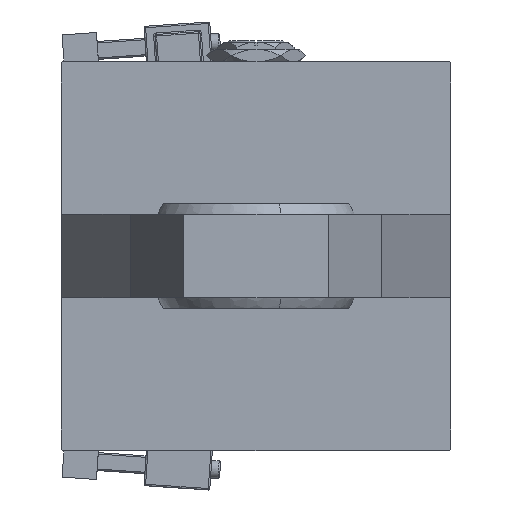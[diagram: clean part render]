
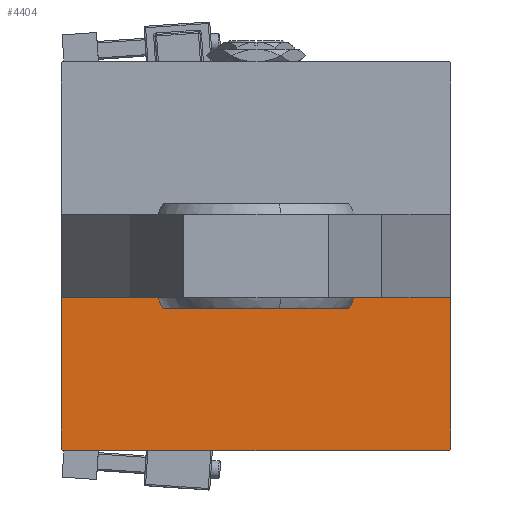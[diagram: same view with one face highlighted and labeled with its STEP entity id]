
A CAD part, left-side view. The second image highlights one B-rep face of the part: STEP entity #4404.
In plain terms, the highlighted planar face has unit normal (-1, 0, 0).
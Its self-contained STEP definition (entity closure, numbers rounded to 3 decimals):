
#285 = ORIENTED_EDGE ( 'NONE', *, *, #30343, .F. ) ;
#360 = VERTEX_POINT ( 'NONE', #3732 ) ;
#1198 = FACE_OUTER_BOUND ( 'NONE', #47416, .T. ) ;
#1282 = ORIENTED_EDGE ( 'NONE', *, *, #48596, .T. ) ;
#2942 = EDGE_CURVE ( 'NONE', #40928, #21198, #7160, .T. ) ;
#3732 = CARTESIAN_POINT ( 'NONE',  ( 0., -64.5, -65. ) ) ;
#4404 = ADVANCED_FACE ( 'NONE', ( #1198 ), #23039, .T. ) ;
#4696 = LINE ( 'NONE', #22608, #28959 ) ;
#7160 = LINE ( 'NONE', #55233, #46740 ) ;
#7608 = CARTESIAN_POINT ( 'NONE',  ( 0., -64.5, 65. ) ) ;
#8158 = CARTESIAN_POINT ( 'NONE',  ( 0., -65., 64.5 ) ) ;
#10854 = VECTOR ( 'NONE', #45230, 1000. ) ;
#11475 = ORIENTED_EDGE ( 'NONE', *, *, #45033, .F. ) ;
#13593 = ORIENTED_EDGE ( 'NONE', *, *, #2942, .T. ) ;
#13790 = CARTESIAN_POINT ( 'NONE',  ( 0., 0., 0. ) ) ;
#14593 = CARTESIAN_POINT ( 'NONE',  ( 0., 65., 65. ) ) ;
#14841 = CARTESIAN_POINT ( 'NONE',  ( 0., -14., -65. ) ) ;
#15124 = VERTEX_POINT ( 'NONE', #7608 ) ;
#15328 = VERTEX_POINT ( 'NONE', #8158 ) ;
#15821 = LINE ( 'NONE', #33734, #10854 ) ;
#17594 = DIRECTION ( 'NONE',  ( 0., 0.707, 0.707 ) ) ;
#18806 = LINE ( 'NONE', #14593, #23817 ) ;
#19594 = EDGE_CURVE ( 'NONE', #360, #49251, #15821, .T. ) ;
#19763 = LINE ( 'NONE', #37401, #22022 ) ;
#20766 = VECTOR ( 'NONE', #21116, 1000. ) ;
#21116 = DIRECTION ( 'NONE',  ( 0., 0., -1. ) ) ;
#21198 = VERTEX_POINT ( 'NONE', #14841 ) ;
#22022 = VECTOR ( 'NONE', #29543, 1000. ) ;
#22608 = CARTESIAN_POINT ( 'NONE',  ( 0., -64.75, 64.75 ) ) ;
#22899 = ORIENTED_EDGE ( 'NONE', *, *, #33119, .T. ) ;
#23039 = PLANE ( 'NONE',  #52072 ) ;
#23817 = VECTOR ( 'NONE', #31682, 1000. ) ;
#28959 = VECTOR ( 'NONE', #17594, 1000. ) ;
#29543 = DIRECTION ( 'NONE',  ( 0., -1., 0. ) ) ;
#30343 = EDGE_CURVE ( 'NONE', #40928, #15124, #18806, .T. ) ;
#31431 = DIRECTION ( 'NONE',  ( -1., 0., 0. ) ) ;
#31645 = CARTESIAN_POINT ( 'NONE',  ( 0., -65., -64.5 ) ) ;
#31682 = DIRECTION ( 'NONE',  ( 0., -1., 0. ) ) ;
#32158 = ORIENTED_EDGE ( 'NONE', *, *, #19594, .T. ) ;
#33119 = EDGE_CURVE ( 'NONE', #21198, #360, #19763, .T. ) ;
#33734 = CARTESIAN_POINT ( 'NONE',  ( 0., -64.75, -64.75 ) ) ;
#36836 = DIRECTION ( 'NONE',  ( 0., 0., -1. ) ) ;
#37401 = CARTESIAN_POINT ( 'NONE',  ( 0., 65., -65. ) ) ;
#37946 = CARTESIAN_POINT ( 'NONE',  ( 0., -14., 65. ) ) ;
#40928 = VERTEX_POINT ( 'NONE', #37946 ) ;
#42376 = CARTESIAN_POINT ( 'NONE',  ( 0., -65., 65. ) ) ;
#43764 = DIRECTION ( 'NONE',  ( 0., 0., 1. ) ) ;
#45033 = EDGE_CURVE ( 'NONE', #15328, #49251, #51899, .T. ) ;
#45230 = DIRECTION ( 'NONE',  ( 0., -0.707, 0.707 ) ) ;
#46740 = VECTOR ( 'NONE', #36836, 1000. ) ;
#47416 = EDGE_LOOP ( 'NONE', ( #285, #13593, #22899, #32158, #11475, #1282 ) ) ;
#48596 = EDGE_CURVE ( 'NONE', #15328, #15124, #4696, .T. ) ;
#49251 = VERTEX_POINT ( 'NONE', #31645 ) ;
#51899 = LINE ( 'NONE', #42376, #20766 ) ;
#52072 = AXIS2_PLACEMENT_3D ( 'NONE', #13790, #31431, #43764 ) ;
#55233 = CARTESIAN_POINT ( 'NONE',  ( 0., -14., 65. ) ) ;
